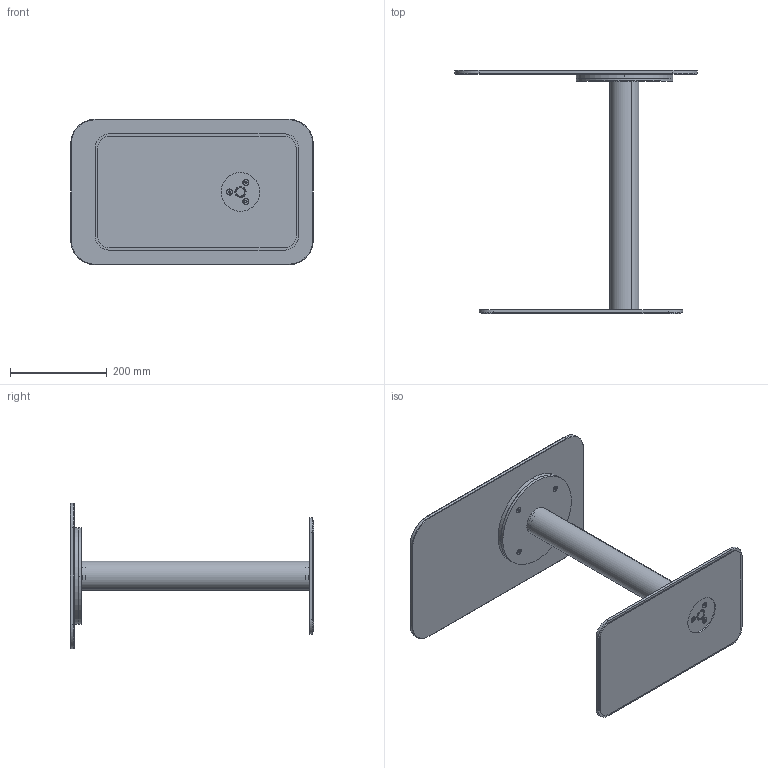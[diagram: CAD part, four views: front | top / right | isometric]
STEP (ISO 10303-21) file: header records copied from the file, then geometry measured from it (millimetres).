
FILE_DESCRIPTION(/* description */ (''),/* implementation_level */ '2;1');
FILE_NAME(/* name */ 'Rectangle',/* time_stamp */ '2022-07-12T16:49:27+01:00',/* author */ (''),/* organization */ (''),/* preprocessor_version */ 'ST-DEVELOPER v16.5',/* originating_system */ '',/* authorisation */ '');
FILE_SCHEMA (('AUTOMOTIVE_DESIGN'));
Length unit declared in the file: millimetre
Products named in the file (1): Document
Bounding box: 500 x 502 x 300 mm (x, y, z)
Volume: 2604123.5 mm3; surface area: 1019628.2 mm2
Topology: 18 solids, 18 shells, 516 faces, 1131 edges, 677 vertices
Faces by surface type: bspline 285, plane 231
Entity records: 16448 total; most frequent: CARTESIAN_POINT 8939, ORIENTED_EDGE 2246, EDGE_CURVE 1123, B_SPLINE_CURVE_WITH_KNOTS 818, VERTEX_POINT 677, EDGE_LOOP 586, ADVANCED_FACE 516, FACE_OUTER_BOUND 516
